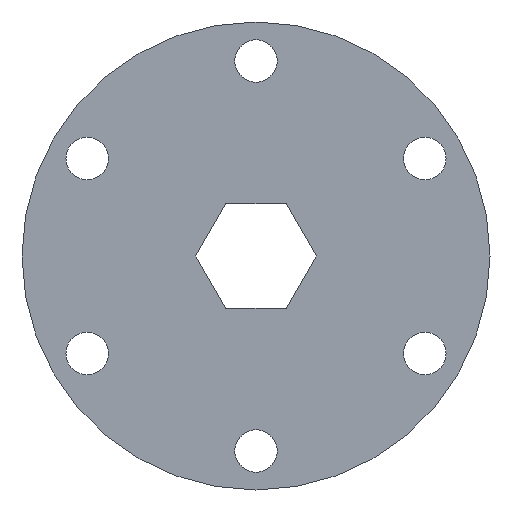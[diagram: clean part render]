
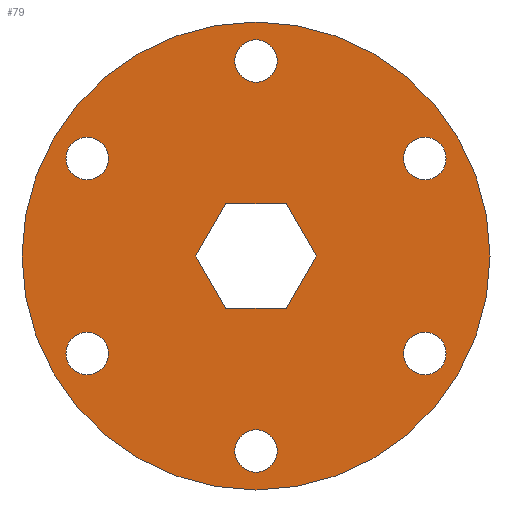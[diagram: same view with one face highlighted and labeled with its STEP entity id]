
A CAD part, left-side view. The second image highlights one B-rep face of the part: STEP entity #79.
In plain terms, the highlighted planar face has unit normal (-1, 0, 0).
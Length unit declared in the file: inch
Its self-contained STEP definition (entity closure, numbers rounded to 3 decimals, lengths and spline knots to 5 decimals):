
#79 = ADVANCED_FACE( '', ( #103, #104, #105, #106, #107, #108, #109, #110 ), #111, .F. );
#103 = FACE_BOUND( '', #160, .T. );
#104 = FACE_BOUND( '', #161, .T. );
#105 = FACE_BOUND( '', #162, .T. );
#106 = FACE_BOUND( '', #163, .T. );
#107 = FACE_BOUND( '', #164, .T. );
#108 = FACE_BOUND( '', #165, .T. );
#109 = FACE_OUTER_BOUND( '', #166, .T. );
#110 = FACE_BOUND( '', #167, .T. );
#111 = PLANE( '', #168 );
#160 = EDGE_LOOP( '', ( #236 ) );
#161 = EDGE_LOOP( '', ( #237 ) );
#162 = EDGE_LOOP( '', ( #238 ) );
#163 = EDGE_LOOP( '', ( #239 ) );
#164 = EDGE_LOOP( '', ( #240 ) );
#165 = EDGE_LOOP( '', ( #241 ) );
#166 = EDGE_LOOP( '', ( #242 ) );
#167 = EDGE_LOOP( '', ( #243, #244, #245, #246, #247, #248 ) );
#168 = AXIS2_PLACEMENT_3D( '', #249, #250, #251 );
#236 = ORIENTED_EDGE( '', *, *, #326, .T. );
#237 = ORIENTED_EDGE( '', *, *, #340, .T. );
#238 = ORIENTED_EDGE( '', *, *, #341, .T. );
#239 = ORIENTED_EDGE( '', *, *, #342, .T. );
#240 = ORIENTED_EDGE( '', *, *, #343, .T. );
#241 = ORIENTED_EDGE( '', *, *, #344, .T. );
#242 = ORIENTED_EDGE( '', *, *, #345, .T. );
#243 = ORIENTED_EDGE( '', *, *, #346, .F. );
#244 = ORIENTED_EDGE( '', *, *, #347, .F. );
#245 = ORIENTED_EDGE( '', *, *, #348, .F. );
#246 = ORIENTED_EDGE( '', *, *, #349, .F. );
#247 = ORIENTED_EDGE( '', *, *, #332, .F. );
#248 = ORIENTED_EDGE( '', *, *, #328, .F. );
#249 = CARTESIAN_POINT( '', ( -0.69319, 0., 1.125 ) );
#250 = DIRECTION( '', ( 1., 0., 0. ) );
#251 = DIRECTION( '', ( 0., 0., -1. ) );
#326 = EDGE_CURVE( '', #360, #360, #361, .T. );
#328 = EDGE_CURVE( '', #364, #365, #366, .T. );
#332 = EDGE_CURVE( '', #365, #372, #373, .T. );
#340 = EDGE_CURVE( '', #386, #386, #387, .T. );
#341 = EDGE_CURVE( '', #388, #388, #389, .T. );
#342 = EDGE_CURVE( '', #390, #390, #391, .T. );
#343 = EDGE_CURVE( '', #392, #392, #393, .T. );
#344 = EDGE_CURVE( '', #394, #394, #395, .T. );
#345 = EDGE_CURVE( '', #396, #396, #397, .T. );
#346 = EDGE_CURVE( '', #398, #364, #399, .T. );
#347 = EDGE_CURVE( '', #400, #398, #401, .T. );
#348 = EDGE_CURVE( '', #402, #400, #403, .T. );
#349 = EDGE_CURVE( '', #372, #402, #404, .T. );
#360 = VERTEX_POINT( '', #422 );
#361 = CIRCLE( '', #423, 0.102 );
#364 = VERTEX_POINT( '', #426 );
#365 = VERTEX_POINT( '', #427 );
#366 = LINE( '', #428, #429 );
#372 = VERTEX_POINT( '', #438 );
#373 = LINE( '', #439, #440 );
#386 = VERTEX_POINT( '', #459 );
#387 = CIRCLE( '', #460, 0.102 );
#388 = VERTEX_POINT( '', #461 );
#389 = CIRCLE( '', #462, 0.102 );
#390 = VERTEX_POINT( '', #463 );
#391 = CIRCLE( '', #464, 0.102 );
#392 = VERTEX_POINT( '', #465 );
#393 = CIRCLE( '', #466, 0.102 );
#394 = VERTEX_POINT( '', #467 );
#395 = CIRCLE( '', #468, 0.102 );
#396 = VERTEX_POINT( '', #469 );
#397 = CIRCLE( '', #470, 1.125 );
#398 = VERTEX_POINT( '', #471 );
#399 = LINE( '', #472, #473 );
#400 = VERTEX_POINT( '', #474 );
#401 = LINE( '', #475, #476 );
#402 = VERTEX_POINT( '', #477 );
#403 = LINE( '', #478, #479 );
#404 = LINE( '', #480, #481 );
#422 = CARTESIAN_POINT( '', ( -0.69319, -0.72356, 0.41775 ) );
#423 = AXIS2_PLACEMENT_3D( '', #502, #503, #504 );
#426 = CARTESIAN_POINT( '', ( -0.69319, -0.14492, 0.251 ) );
#427 = CARTESIAN_POINT( '', ( -0.69319, 0.14491, 0.251 ) );
#428 = CARTESIAN_POINT( '', ( -0.69319, 0., 0.251 ) );
#429 = VECTOR( '', #508, 39.37008 );
#438 = CARTESIAN_POINT( '', ( -0.69319, 0.28983, 0. ) );
#439 = CARTESIAN_POINT( '', ( -0.69319, -0.26977, 0.96925 ) );
#440 = VECTOR( '', #512, 39.37008 );
#459 = CARTESIAN_POINT( '', ( -0.69319, -0.72356, -0.41775 ) );
#460 = AXIS2_PLACEMENT_3D( '', #522, #523, #524 );
#461 = CARTESIAN_POINT( '', ( -0.69319, 0., -0.8355 ) );
#462 = AXIS2_PLACEMENT_3D( '', #525, #526, #527 );
#463 = CARTESIAN_POINT( '', ( -0.69319, 0.72356, -0.41775 ) );
#464 = AXIS2_PLACEMENT_3D( '', #528, #529, #530 );
#465 = CARTESIAN_POINT( '', ( -0.69319, 0.72356, 0.41775 ) );
#466 = AXIS2_PLACEMENT_3D( '', #531, #532, #533 );
#467 = CARTESIAN_POINT( '', ( -0.69319, 0., 0.8355 ) );
#468 = AXIS2_PLACEMENT_3D( '', #534, #535, #536 );
#469 = CARTESIAN_POINT( '', ( -0.69319, 0., 1.125 ) );
#470 = AXIS2_PLACEMENT_3D( '', #537, #538, #539 );
#471 = CARTESIAN_POINT( '', ( -0.69319, -0.28983, 0. ) );
#472 = CARTESIAN_POINT( '', ( -0.69319, 0.26977, 0.96925 ) );
#473 = VECTOR( '', #540, 39.37008 );
#474 = CARTESIAN_POINT( '', ( -0.69319, -0.14492, -0.251 ) );
#475 = CARTESIAN_POINT( '', ( -0.69319, -0.70451, 0.71825 ) );
#476 = VECTOR( '', #541, 39.37008 );
#477 = CARTESIAN_POINT( '', ( -0.69319, 0.14491, -0.251 ) );
#478 = CARTESIAN_POINT( '', ( -0.69319, 0., -0.251 ) );
#479 = VECTOR( '', #542, 39.37008 );
#480 = CARTESIAN_POINT( '', ( -0.69319, 0.70451, 0.71825 ) );
#481 = VECTOR( '', #543, 39.37008 );
#502 = CARTESIAN_POINT( '', ( -0.69319, -0.8119, 0.46875 ) );
#503 = DIRECTION( '', ( 1., 0., 0. ) );
#504 = DIRECTION( '', ( 0., 0.866, -0.5 ) );
#508 = DIRECTION( '', ( 0., 1., 0. ) );
#512 = DIRECTION( '', ( 0., 0.5, -0.866 ) );
#522 = CARTESIAN_POINT( '', ( -0.69319, -0.8119, -0.46875 ) );
#523 = DIRECTION( '', ( 1., 0., 0. ) );
#524 = DIRECTION( '', ( 0., 0.866, 0.5 ) );
#525 = CARTESIAN_POINT( '', ( -0.69319, 0., -0.9375 ) );
#526 = DIRECTION( '', ( 1., 0., 0. ) );
#527 = DIRECTION( '', ( 0., 0., 1. ) );
#528 = CARTESIAN_POINT( '', ( -0.69319, 0.8119, -0.46875 ) );
#529 = DIRECTION( '', ( 1., 0., 0. ) );
#530 = DIRECTION( '', ( 0., -0.866, 0.5 ) );
#531 = CARTESIAN_POINT( '', ( -0.69319, 0.8119, 0.46875 ) );
#532 = DIRECTION( '', ( 1., 0., 0. ) );
#533 = DIRECTION( '', ( 0., -0.866, -0.5 ) );
#534 = CARTESIAN_POINT( '', ( -0.69319, 0., 0.9375 ) );
#535 = DIRECTION( '', ( 1., 0., 0. ) );
#536 = DIRECTION( '', ( 0., 0., -1. ) );
#537 = CARTESIAN_POINT( '', ( -0.69319, 0., 0. ) );
#538 = DIRECTION( '', ( -1., 0., 0. ) );
#539 = DIRECTION( '', ( 0., 0., 1. ) );
#540 = DIRECTION( '', ( 0., 0.5, 0.866 ) );
#541 = DIRECTION( '', ( 0., -0.5, 0.866 ) );
#542 = DIRECTION( '', ( 0., -1., 0. ) );
#543 = DIRECTION( '', ( 0., -0.5, -0.866 ) );
